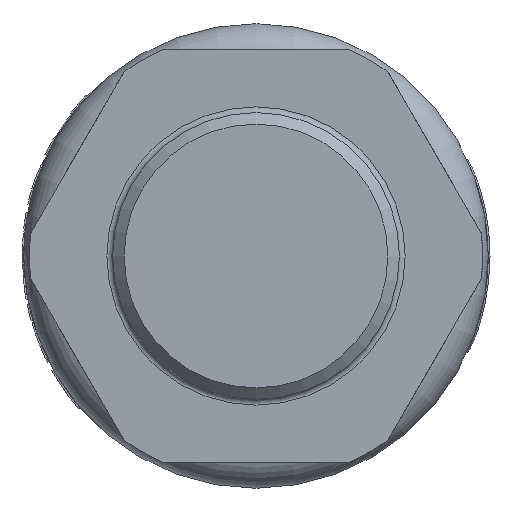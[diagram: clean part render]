
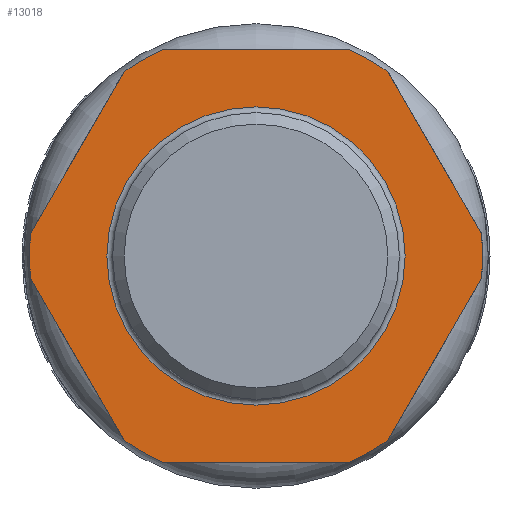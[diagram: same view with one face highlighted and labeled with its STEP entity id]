
A CAD part, left-side view. The second image highlights one B-rep face of the part: STEP entity #13018.
In plain terms, the highlighted planar face has unit normal (-1, 0, 0).
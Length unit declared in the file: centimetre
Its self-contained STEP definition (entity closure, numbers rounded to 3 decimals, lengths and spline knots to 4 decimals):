
#430=LINE('',#18599,#1076);
#434=LINE('',#18608,#1080);
#437=LINE('',#18616,#1083);
#440=LINE('',#18625,#1086);
#443=LINE('',#18631,#1089);
#446=LINE('',#18636,#1092);
#1076=VECTOR('',#15168,1.);
#1080=VECTOR('',#15178,1.);
#1083=VECTOR('',#15187,1.);
#1086=VECTOR('',#15196,1.);
#1089=VECTOR('',#15201,1.);
#1092=VECTOR('',#15206,1.);
#2354=FACE_BOUND('',#3414,.T.);
#2645=FACE_OUTER_BOUND('',#3413,.T.);
#3413=EDGE_LOOP('',(#8162,#8163,#8164,#8165,#8166,#8167,#8168,#8169,#8170,
#8171,#8172,#8173));
#3414=EDGE_LOOP('',(#8174));
#4282=CIRCLE('',#13807,1.975);
#4283=CIRCLE('',#13810,1.975);
#4284=CIRCLE('',#13813,1.975);
#4285=CIRCLE('',#13818,1.975);
#4286=CIRCLE('',#13820,1.975);
#4287=CIRCLE('',#13822,1.975);
#4288=CIRCLE('',#13823,1.3);
#4863=VERTEX_POINT('',#18596);
#4864=VERTEX_POINT('',#18598);
#4865=VERTEX_POINT('',#18602);
#4866=VERTEX_POINT('',#18606);
#4867=VERTEX_POINT('',#18610);
#4868=VERTEX_POINT('',#18614);
#4869=VERTEX_POINT('',#18618);
#4870=VERTEX_POINT('',#18622);
#4871=VERTEX_POINT('',#18624);
#4872=VERTEX_POINT('',#18628);
#4873=VERTEX_POINT('',#18630);
#4874=VERTEX_POINT('',#18634);
#4875=VERTEX_POINT('',#18643);
#6179=EDGE_CURVE('',#4864,#4863,#430,.T.);
#6182=EDGE_CURVE('',#4865,#4863,#4282,.T.);
#6184=EDGE_CURVE('',#4865,#4866,#434,.T.);
#6186=EDGE_CURVE('',#4867,#4866,#4283,.T.);
#6188=EDGE_CURVE('',#4867,#4868,#437,.T.);
#6190=EDGE_CURVE('',#4869,#4868,#4284,.T.);
#6192=EDGE_CURVE('',#4871,#4870,#440,.T.);
#6195=EDGE_CURVE('',#4873,#4872,#443,.T.);
#6198=EDGE_CURVE('',#4869,#4874,#446,.T.);
#6199=EDGE_CURVE('',#4864,#4872,#4285,.T.);
#6200=EDGE_CURVE('',#4871,#4874,#4286,.T.);
#6201=EDGE_CURVE('',#4873,#4870,#4287,.T.);
#6202=EDGE_CURVE('',#4875,#4875,#4288,.T.);
#8162=ORIENTED_EDGE('',*,*,#6192,.T.);
#8163=ORIENTED_EDGE('',*,*,#6201,.F.);
#8164=ORIENTED_EDGE('',*,*,#6195,.T.);
#8165=ORIENTED_EDGE('',*,*,#6199,.F.);
#8166=ORIENTED_EDGE('',*,*,#6179,.T.);
#8167=ORIENTED_EDGE('',*,*,#6182,.F.);
#8168=ORIENTED_EDGE('',*,*,#6184,.T.);
#8169=ORIENTED_EDGE('',*,*,#6186,.F.);
#8170=ORIENTED_EDGE('',*,*,#6188,.T.);
#8171=ORIENTED_EDGE('',*,*,#6190,.F.);
#8172=ORIENTED_EDGE('',*,*,#6198,.T.);
#8173=ORIENTED_EDGE('',*,*,#6200,.F.);
#8174=ORIENTED_EDGE('',*,*,#6202,.T.);
#11948=PLANE('',#13821);
#13018=ADVANCED_FACE('',(#2645,#2354),#11948,.T.);
#13807=AXIS2_PLACEMENT_3D('',#18604,#15173,#15174);
#13810=AXIS2_PLACEMENT_3D('',#18612,#15182,#15183);
#13813=AXIS2_PLACEMENT_3D('',#18620,#15191,#15192);
#13818=AXIS2_PLACEMENT_3D('',#18638,#15209,#15210);
#13820=AXIS2_PLACEMENT_3D('',#18640,#15213,#15214);
#13821=AXIS2_PLACEMENT_3D('',#18641,#15215,#15216);
#13822=AXIS2_PLACEMENT_3D('',#18642,#15217,#15218);
#13823=AXIS2_PLACEMENT_3D('',#18644,#15219,#15220);
#15168=DIRECTION('',(0.,-0.5,0.866));
#15173=DIRECTION('center_axis',(1.,0.,0.));
#15174=DIRECTION('ref_axis',(0.,1.,0.));
#15178=DIRECTION('',(0.,0.5,0.866));
#15182=DIRECTION('center_axis',(1.,0.,0.));
#15183=DIRECTION('ref_axis',(0.,1.,0.));
#15187=DIRECTION('',(0.,1.,0.));
#15191=DIRECTION('center_axis',(1.,0.,0.));
#15192=DIRECTION('ref_axis',(0.,1.,0.));
#15196=DIRECTION('',(0.,-0.5,-0.866));
#15201=DIRECTION('',(0.,-1.,0.));
#15206=DIRECTION('',(0.,0.5,-0.866));
#15209=DIRECTION('center_axis',(1.,0.,0.));
#15210=DIRECTION('ref_axis',(0.,1.,0.));
#15213=DIRECTION('center_axis',(1.,0.,0.));
#15214=DIRECTION('ref_axis',(0.,1.,0.));
#15215=DIRECTION('center_axis',(-1.,0.,0.));
#15216=DIRECTION('ref_axis',(0.,-1.,0.));
#15217=DIRECTION('center_axis',(1.,0.,0.));
#15218=DIRECTION('ref_axis',(0.,1.,0.));
#15219=DIRECTION('center_axis',(1.,0.,0.));
#15220=DIRECTION('ref_axis',(0.,1.,0.));
#18596=CARTESIAN_POINT('',(-1.015,-1.9652,-0.1961));
#18598=CARTESIAN_POINT('',(-1.015,-1.1525,-1.6039));
#18599=CARTESIAN_POINT('',(-1.015,-1.7832,-0.5113));
#18602=CARTESIAN_POINT('',(-1.015,-1.9652,0.1961));
#18604=CARTESIAN_POINT('Origin',(-1.015,0.,0.));
#18606=CARTESIAN_POINT('',(-1.015,-1.1525,1.6039));
#18608=CARTESIAN_POINT('',(-1.015,-1.3344,1.2887));
#18610=CARTESIAN_POINT('',(-1.015,-0.8128,1.8));
#18612=CARTESIAN_POINT('Origin',(-1.015,0.,0.));
#18614=CARTESIAN_POINT('',(-1.015,0.8128,1.8));
#18616=CARTESIAN_POINT('',(-1.015,-0.4064,1.8));
#18618=CARTESIAN_POINT('',(-1.015,1.1525,1.6039));
#18620=CARTESIAN_POINT('Origin',(-1.015,0.,0.));
#18622=CARTESIAN_POINT('',(-1.015,1.1525,-1.6039));
#18624=CARTESIAN_POINT('',(-1.015,1.9652,-0.1961));
#18625=CARTESIAN_POINT('',(-1.015,2.1896,0.1926));
#18628=CARTESIAN_POINT('',(-1.015,-0.8128,-1.8));
#18630=CARTESIAN_POINT('',(-1.015,0.8128,-1.8));
#18631=CARTESIAN_POINT('',(-1.015,0.4064,-1.8));
#18634=CARTESIAN_POINT('',(-1.015,1.9652,0.1961));
#18636=CARTESIAN_POINT('',(-1.015,0.928,1.9926));
#18638=CARTESIAN_POINT('Origin',(-1.015,0.,0.));
#18640=CARTESIAN_POINT('Origin',(-1.015,0.,0.));
#18641=CARTESIAN_POINT('Origin',(-1.015,0.,1.975));
#18642=CARTESIAN_POINT('Origin',(-1.015,0.,0.));
#18643=CARTESIAN_POINT('',(-1.015,0.,1.3));
#18644=CARTESIAN_POINT('Origin',(-1.015,0.,0.));
